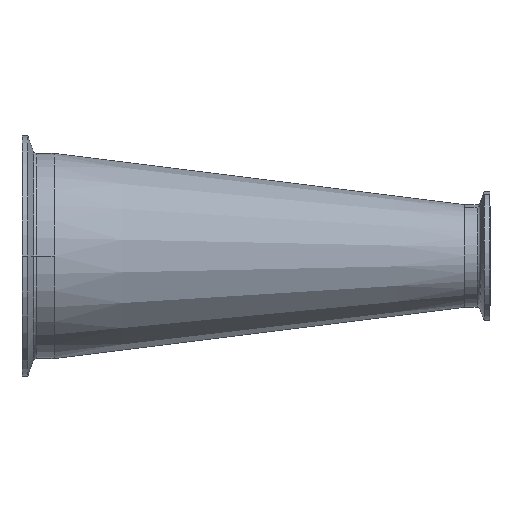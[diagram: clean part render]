
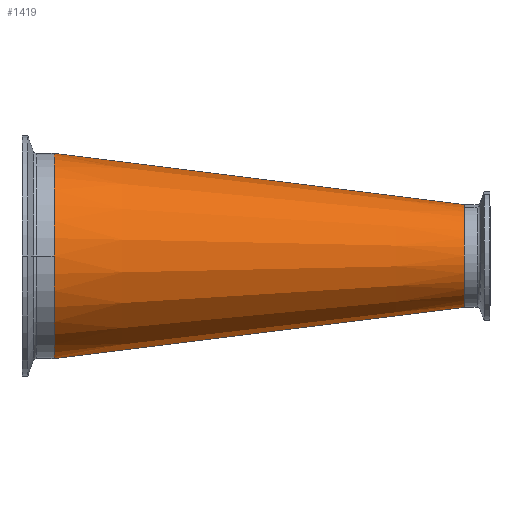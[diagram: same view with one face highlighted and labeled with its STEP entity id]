
A CAD part, left-side view. The second image highlights one B-rep face of the part: STEP entity #1419.
In plain terms, the highlighted conical face has half-angle 7.125 degrees and reference radius 25.4 mm.
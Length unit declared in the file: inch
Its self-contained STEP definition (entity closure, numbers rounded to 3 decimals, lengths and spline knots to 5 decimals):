
#262 = DIRECTION ( 'NONE',  ( 0., 0.992, 0.124 ) ) ;
#274 = ORIENTED_EDGE ( 'NONE', *, *, #1690, .F. ) ;
#286 = DIRECTION ( 'NONE',  ( 0., 0., 1. ) ) ;
#311 = DIRECTION ( 'NONE',  ( 0., 0., 1. ) ) ;
#425 = EDGE_CURVE ( 'NONE', #1746, #1280, #1431, .T. ) ;
#457 = EDGE_LOOP ( 'NONE', ( #1401, #688, #593, #274 ) ) ;
#476 = CARTESIAN_POINT ( 'NONE',  ( 0., 8., 2. ) ) ;
#532 = DIRECTION ( 'NONE',  ( 0., 0., 1. ) ) ;
#563 = CARTESIAN_POINT ( 'NONE',  ( 0., 0., 0. ) ) ;
#593 = ORIENTED_EDGE ( 'NONE', *, *, #425, .T. ) ;
#597 = CARTESIAN_POINT ( 'NONE',  ( 0., 0., -1. ) ) ;
#611 = DIRECTION ( 'NONE',  ( 0., 0.992, -0.124 ) ) ;
#683 = CIRCLE ( 'NONE', #812, 1. ) ;
#688 = ORIENTED_EDGE ( 'NONE', *, *, #752, .T. ) ;
#699 = AXIS2_PLACEMENT_3D ( 'NONE', #802, #1726, #532 ) ;
#715 = DIRECTION ( 'NONE',  ( 0., 1., 0. ) ) ;
#734 = DIRECTION ( 'NONE',  ( 0., 1., 0. ) ) ;
#738 = VERTEX_POINT ( 'NONE', #1214 ) ;
#747 = VECTOR ( 'NONE', #611, 39.37008 ) ;
#752 = EDGE_CURVE ( 'NONE', #738, #1746, #683, .T. ) ;
#802 = CARTESIAN_POINT ( 'NONE',  ( 0., 0., 0. ) ) ;
#812 = AXIS2_PLACEMENT_3D ( 'NONE', #563, #715, #286 ) ;
#816 = AXIS2_PLACEMENT_3D ( 'NONE', #1122, #734, #311 ) ;
#979 = CONICAL_SURFACE ( 'NONE', #699, 1., 0.124 ) ;
#1075 = CARTESIAN_POINT ( 'NONE',  ( 0., 0., 1. ) ) ;
#1122 = CARTESIAN_POINT ( 'NONE',  ( 0., 8., 0. ) ) ;
#1214 = CARTESIAN_POINT ( 'NONE',  ( 0., 0., -1. ) ) ;
#1221 = EDGE_CURVE ( 'NONE', #738, #1710, #1436, .T. ) ;
#1268 = CARTESIAN_POINT ( 'NONE',  ( 0., 0., 1. ) ) ;
#1269 = VECTOR ( 'NONE', #262, 39.37008 ) ;
#1280 = VERTEX_POINT ( 'NONE', #476 ) ;
#1401 = ORIENTED_EDGE ( 'NONE', *, *, #1221, .F. ) ;
#1419 = ADVANCED_FACE ( 'NONE', ( #1751 ), #979, .T. ) ;
#1431 = LINE ( 'NONE', #1075, #1269 ) ;
#1436 = LINE ( 'NONE', #597, #747 ) ;
#1655 = CARTESIAN_POINT ( 'NONE',  ( 0., 8., -2. ) ) ;
#1679 = CIRCLE ( 'NONE', #816, 2. ) ;
#1690 = EDGE_CURVE ( 'NONE', #1710, #1280, #1679, .T. ) ;
#1710 = VERTEX_POINT ( 'NONE', #1655 ) ;
#1726 = DIRECTION ( 'NONE',  ( 0., 1., 0. ) ) ;
#1746 = VERTEX_POINT ( 'NONE', #1268 ) ;
#1751 = FACE_OUTER_BOUND ( 'NONE', #457, .T. ) ;
